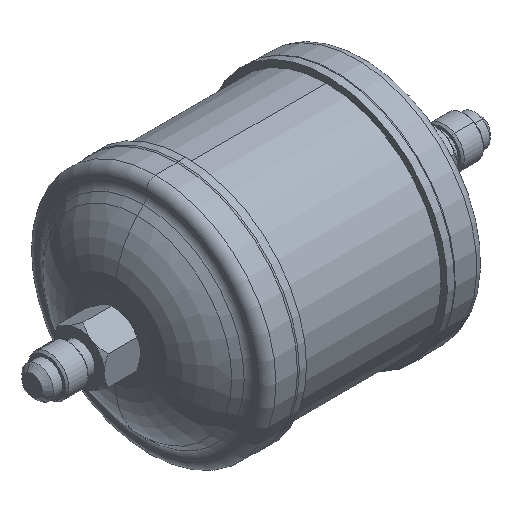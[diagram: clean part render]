
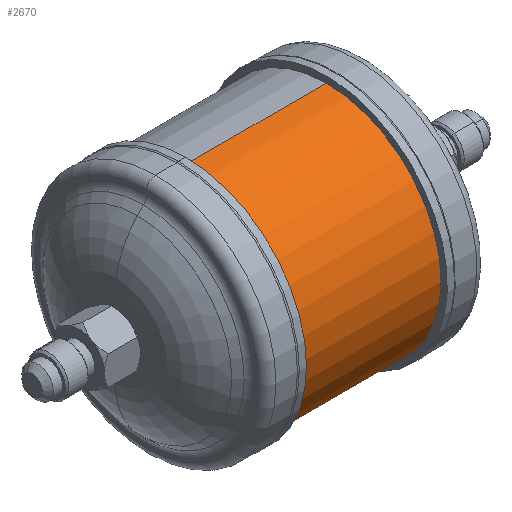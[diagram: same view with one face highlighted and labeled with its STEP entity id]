
A CAD part, isometric view. The second image highlights one B-rep face of the part: STEP entity #2670.
In plain terms, the highlighted cylindrical face has radius 31.75 mm (diameter 63.5 mm), a partial arc.
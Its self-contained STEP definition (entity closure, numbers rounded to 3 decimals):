
#37 = CARTESIAN_POINT ( 'NONE',  ( 56., 0., -31.75 ) ) ;
#80 = VECTOR ( 'NONE', #915, 1000. ) ;
#186 = CARTESIAN_POINT ( 'NONE',  ( 56., 0., 0. ) ) ;
#195 = DIRECTION ( 'NONE',  ( -1., 0., 0. ) ) ;
#198 = DIRECTION ( 'NONE',  ( -1., 0., 0. ) ) ;
#262 = LINE ( 'NONE', #37, #696 ) ;
#440 = CARTESIAN_POINT ( 'NONE',  ( 7.8, 0., 0. ) ) ;
#467 = CARTESIAN_POINT ( 'NONE',  ( 56., 0., 31.75 ) ) ;
#605 = VERTEX_POINT ( 'NONE', #2636 ) ;
#696 = VECTOR ( 'NONE', #1904, 1000. ) ;
#762 = VERTEX_POINT ( 'NONE', #2485 ) ;
#814 = CARTESIAN_POINT ( 'NONE',  ( 7.8, 0., -31.75 ) ) ;
#840 = CIRCLE ( 'NONE', #1385, 31.75 ) ;
#872 = EDGE_LOOP ( 'NONE', ( #2643, #1651, #1395, #2719 ) ) ;
#904 = CARTESIAN_POINT ( 'NONE',  ( 46.8, 0., 0. ) ) ;
#915 = DIRECTION ( 'NONE',  ( -1., 0., 0. ) ) ;
#1024 = CARTESIAN_POINT ( 'NONE',  ( 46.8, 0., -31.75 ) ) ;
#1162 = EDGE_CURVE ( 'NONE', #605, #1515, #840, .T. ) ;
#1320 = DIRECTION ( 'NONE',  ( 0., 0., 1. ) ) ;
#1367 = FACE_OUTER_BOUND ( 'NONE', #872, .T. ) ;
#1385 = AXIS2_PLACEMENT_3D ( 'NONE', #440, #2340, #2979 ) ;
#1395 = ORIENTED_EDGE ( 'NONE', *, *, #2938, .T. ) ;
#1515 = VERTEX_POINT ( 'NONE', #814 ) ;
#1578 = AXIS2_PLACEMENT_3D ( 'NONE', #904, #195, #1320 ) ;
#1651 = ORIENTED_EDGE ( 'NONE', *, *, #1957, .T. ) ;
#1838 = LINE ( 'NONE', #467, #80 ) ;
#1844 = CYLINDRICAL_SURFACE ( 'NONE', #2034, 31.75 ) ;
#1904 = DIRECTION ( 'NONE',  ( -1., 0., 0. ) ) ;
#1957 = EDGE_CURVE ( 'NONE', #3025, #762, #2805, .T. ) ;
#2034 = AXIS2_PLACEMENT_3D ( 'NONE', #186, #198, #2773 ) ;
#2340 = DIRECTION ( 'NONE',  ( 1., 0., 0. ) ) ;
#2436 = EDGE_CURVE ( 'NONE', #3025, #1515, #262, .T. ) ;
#2485 = CARTESIAN_POINT ( 'NONE',  ( 46.8, 0., 31.75 ) ) ;
#2636 = CARTESIAN_POINT ( 'NONE',  ( 7.8, 0., 31.75 ) ) ;
#2643 = ORIENTED_EDGE ( 'NONE', *, *, #2436, .F. ) ;
#2670 = ADVANCED_FACE ( 'NONE', ( #1367 ), #1844, .T. ) ;
#2719 = ORIENTED_EDGE ( 'NONE', *, *, #1162, .T. ) ;
#2773 = DIRECTION ( 'NONE',  ( 0., 0., 1. ) ) ;
#2805 = CIRCLE ( 'NONE', #1578, 31.75 ) ;
#2938 = EDGE_CURVE ( 'NONE', #762, #605, #1838, .T. ) ;
#2979 = DIRECTION ( 'NONE',  ( 0., 0., -1. ) ) ;
#3025 = VERTEX_POINT ( 'NONE', #1024 ) ;
